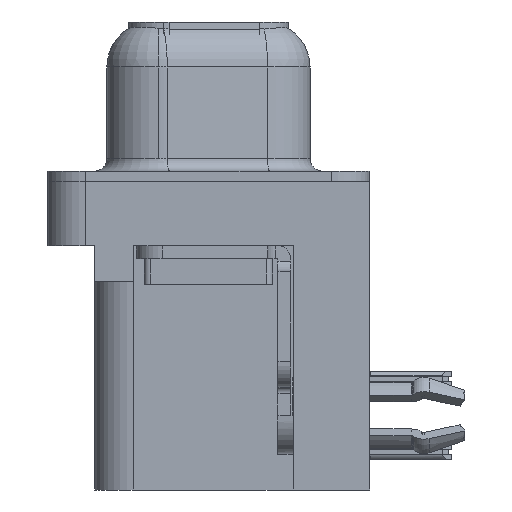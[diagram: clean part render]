
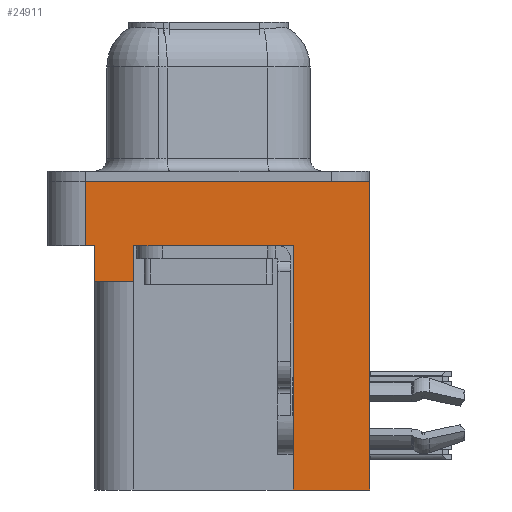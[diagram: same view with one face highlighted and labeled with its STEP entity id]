
A CAD part, left-side view. The second image highlights one B-rep face of the part: STEP entity #24911.
In plain terms, the highlighted planar face has unit normal (-1, 0, 0).
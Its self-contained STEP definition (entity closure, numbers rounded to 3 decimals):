
#34 = LINE ( 'NONE', #28026, #36389 ) ;
#248 = CARTESIAN_POINT ( 'NONE',  ( -2.91, 4.775, -2.5 ) ) ;
#411 = VECTOR ( 'NONE', #3297, 1000. ) ;
#974 = EDGE_CURVE ( 'NONE', #12931, #30657, #23759, .T. ) ;
#1427 = CARTESIAN_POINT ( 'NONE',  ( -2.91, 4.425, -2.5 ) ) ;
#1504 = VERTEX_POINT ( 'NONE', #35815 ) ;
#1532 = CARTESIAN_POINT ( 'NONE',  ( -2.91, -3.295, -12. ) ) ;
#1741 = ORIENTED_EDGE ( 'NONE', *, *, #37752, .F. ) ;
#1973 = CARTESIAN_POINT ( 'NONE',  ( -2.91, -6.275, -12. ) ) ;
#2613 = LINE ( 'NONE', #3737, #34317 ) ;
#3297 = DIRECTION ( 'NONE',  ( 0., 0., 1. ) ) ;
#3737 = CARTESIAN_POINT ( 'NONE',  ( -2.91, 2.895, -3.9 ) ) ;
#4046 = ORIENTED_EDGE ( 'NONE', *, *, #23036, .F. ) ;
#4463 = EDGE_CURVE ( 'NONE', #9324, #11826, #9496, .T. ) ;
#4539 = VERTEX_POINT ( 'NONE', #35009 ) ;
#4975 = DIRECTION ( 'NONE',  ( 0., -1., 0. ) ) ;
#5583 = EDGE_CURVE ( 'NONE', #4539, #11826, #34, .T. ) ;
#6176 = CARTESIAN_POINT ( 'NONE',  ( -2.91, 2.895, -3.9 ) ) ;
#6546 = CARTESIAN_POINT ( 'NONE',  ( -2.91, -3.295, -2.5 ) ) ;
#7019 = EDGE_LOOP ( 'NONE', ( #4046, #19684, #33067, #27885, #29480, #20585, #26825, #1741, #11521, #8205 ) ) ;
#7348 = CARTESIAN_POINT ( 'NONE',  ( -2.91, 4.425, -3.9 ) ) ;
#7370 = CARTESIAN_POINT ( 'NONE',  ( -2.91, -6.275, -2.5 ) ) ;
#8205 = ORIENTED_EDGE ( 'NONE', *, *, #974, .T. ) ;
#8568 = DIRECTION ( 'NONE',  ( 0., 0., 1. ) ) ;
#8595 = CARTESIAN_POINT ( 'NONE',  ( -2.91, 4.775, 0. ) ) ;
#9069 = VECTOR ( 'NONE', #13581, 1000. ) ;
#9324 = VERTEX_POINT ( 'NONE', #27415 ) ;
#9496 = LINE ( 'NONE', #7348, #16385 ) ;
#9840 = LINE ( 'NONE', #30154, #21771 ) ;
#11521 = ORIENTED_EDGE ( 'NONE', *, *, #22516, .F. ) ;
#11556 = EDGE_CURVE ( 'NONE', #1504, #23420, #9840, .T. ) ;
#11826 = VERTEX_POINT ( 'NONE', #1427 ) ;
#12931 = VERTEX_POINT ( 'NONE', #1973 ) ;
#13145 = DIRECTION ( 'NONE',  ( 0., -1., 0. ) ) ;
#13581 = DIRECTION ( 'NONE',  ( 0., 0., 1. ) ) ;
#13593 = DIRECTION ( 'NONE',  ( 0., 1., 0. ) ) ;
#14539 = VECTOR ( 'NONE', #20396, 1000. ) ;
#14781 = CARTESIAN_POINT ( 'NONE',  ( -2.91, 4.425, -3.9 ) ) ;
#15325 = VECTOR ( 'NONE', #18529, 1000. ) ;
#16101 = CARTESIAN_POINT ( 'NONE',  ( -2.91, -6.275, 0. ) ) ;
#16385 = VECTOR ( 'NONE', #28113, 1000. ) ;
#16918 = FACE_OUTER_BOUND ( 'NONE', #7019, .T. ) ;
#17184 = VECTOR ( 'NONE', #32512, 1000. ) ;
#17709 = EDGE_CURVE ( 'NONE', #26000, #1504, #2613, .T. ) ;
#18529 = DIRECTION ( 'NONE',  ( 0., -1., 0. ) ) ;
#18862 = PLANE ( 'NONE',  #21391 ) ;
#19684 = ORIENTED_EDGE ( 'NONE', *, *, #19805, .F. ) ;
#19805 = EDGE_CURVE ( 'NONE', #4539, #31010, #28526, .T. ) ;
#20396 = DIRECTION ( 'NONE',  ( 0., 0., 1. ) ) ;
#20516 = EDGE_CURVE ( 'NONE', #26000, #9324, #23614, .T. ) ;
#20585 = ORIENTED_EDGE ( 'NONE', *, *, #17709, .T. ) ;
#21315 = CARTESIAN_POINT ( 'NONE',  ( -2.91, -6.275, 0. ) ) ;
#21391 = AXIS2_PLACEMENT_3D ( 'NONE', #7370, #30624, #36849 ) ;
#21771 = VECTOR ( 'NONE', #13145, 1000. ) ;
#22149 = CARTESIAN_POINT ( 'NONE',  ( -2.91, -6.275, -2.5 ) ) ;
#22516 = EDGE_CURVE ( 'NONE', #12931, #22981, #25433, .T. ) ;
#22768 = LINE ( 'NONE', #23716, #14539 ) ;
#22981 = VERTEX_POINT ( 'NONE', #1532 ) ;
#23036 = EDGE_CURVE ( 'NONE', #31010, #30657, #33167, .T. ) ;
#23420 = VERTEX_POINT ( 'NONE', #6546 ) ;
#23614 = LINE ( 'NONE', #14781, #17184 ) ;
#23716 = CARTESIAN_POINT ( 'NONE',  ( -2.91, -3.295, -12. ) ) ;
#23759 = LINE ( 'NONE', #22149, #9069 ) ;
#24911 = ADVANCED_FACE ( 'NONE', ( #16918 ), #18862, .T. ) ;
#25433 = LINE ( 'NONE', #37538, #32245 ) ;
#26000 = VERTEX_POINT ( 'NONE', #6176 ) ;
#26825 = ORIENTED_EDGE ( 'NONE', *, *, #11556, .T. ) ;
#27415 = CARTESIAN_POINT ( 'NONE',  ( -2.91, 4.425, -3.9 ) ) ;
#27885 = ORIENTED_EDGE ( 'NONE', *, *, #4463, .F. ) ;
#28026 = CARTESIAN_POINT ( 'NONE',  ( -2.91, -6.275, -2.5 ) ) ;
#28113 = DIRECTION ( 'NONE',  ( 0., 0., 1. ) ) ;
#28526 = LINE ( 'NONE', #248, #411 ) ;
#29480 = ORIENTED_EDGE ( 'NONE', *, *, #20516, .F. ) ;
#30154 = CARTESIAN_POINT ( 'NONE',  ( -2.91, -6.275, -2.5 ) ) ;
#30624 = DIRECTION ( 'NONE',  ( -1., 0., 0. ) ) ;
#30657 = VERTEX_POINT ( 'NONE', #16101 ) ;
#31010 = VERTEX_POINT ( 'NONE', #8595 ) ;
#32245 = VECTOR ( 'NONE', #13593, 1000. ) ;
#32512 = DIRECTION ( 'NONE',  ( 0., 1., 0. ) ) ;
#33067 = ORIENTED_EDGE ( 'NONE', *, *, #5583, .T. ) ;
#33167 = LINE ( 'NONE', #21315, #15325 ) ;
#34317 = VECTOR ( 'NONE', #8568, 1000. ) ;
#35009 = CARTESIAN_POINT ( 'NONE',  ( -2.91, 4.775, -2.5 ) ) ;
#35815 = CARTESIAN_POINT ( 'NONE',  ( -2.91, 2.895, -2.5 ) ) ;
#36389 = VECTOR ( 'NONE', #4975, 1000. ) ;
#36849 = DIRECTION ( 'NONE',  ( 0., 0., 1. ) ) ;
#37538 = CARTESIAN_POINT ( 'NONE',  ( -2.91, -3.295, -12. ) ) ;
#37752 = EDGE_CURVE ( 'NONE', #22981, #23420, #22768, .T. ) ;
